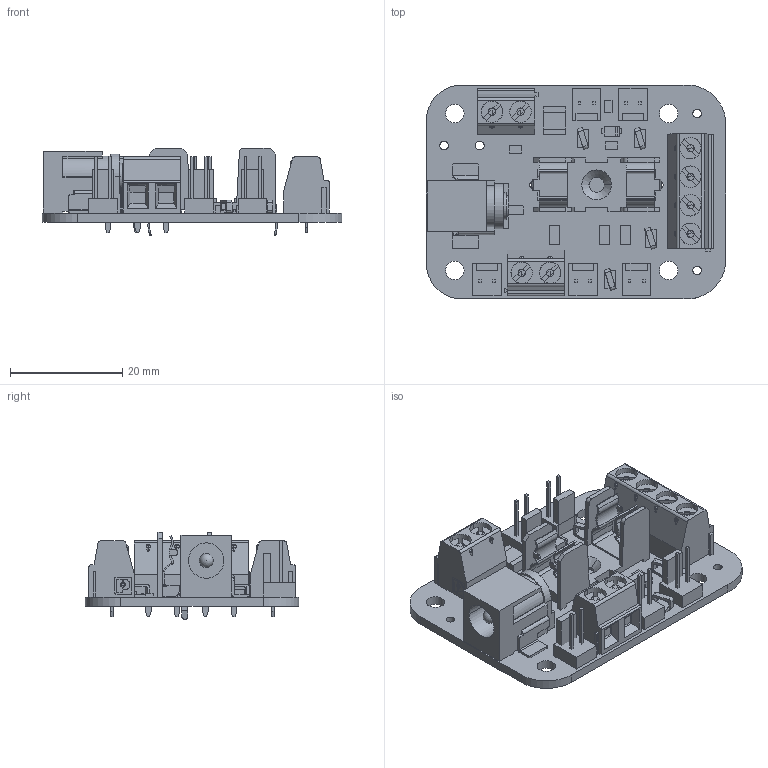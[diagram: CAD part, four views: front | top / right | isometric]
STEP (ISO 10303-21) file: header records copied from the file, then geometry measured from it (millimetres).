
FILE_DESCRIPTION(('Open CASCADE Model'),'2;1');
FILE_NAME('Open CASCADE Shape Model','2019-05-30T19:40:56',('Author'),( 'Open CASCADE'),'Open CASCADE STEP processor 6.8','Open CASCADE 6.8' ,'Unknown');
FILE_SCHEMA(('AUTOMOTIVE_DESIGN { 1 0 10303 214 1 1 1 1 }'));
Length unit declared in the file: millimetre
Products named in the file (51): PCB; Board; VIN_SW; 3dmodel; VREG; VOUT; R_LED; 675855904; Extruded; R_JMP_SW; 675855776; R_D_BYPASS; J13; 759587616; 759587488; 675864224; J12; 1729128; J10; J9; J7; J6; J4; CUI_PJ-036BH-SMT-TR; J3; 1729144; J1; GND; F2; 31-8201; F1; 671683216; 783571936; D1; 675856416; 675856288; 675856032; C3; 783571808; C2 ...
Assembly tree (76 placements, depth 4):
  PCB
    Board
    VIN_SW
      3dmodel
    VREG
      3dmodel
    VOUT
      3dmodel
    R_LED
      675855904
        Extruded
    R_JMP_SW
      675855776
        Extruded
    R_D_BYPASS
      675855776
        Extruded
    J13
      759587616  x2
        Extruded
      759587488
        Extruded
      675864224
        Extruded
    J12
      1729128
    J10
      759587616  x2
        Extruded
      759587488
        Extruded
      675864224
        Extruded
    J9
      759587616  x2
        Extruded
      759587488
        Extruded
      675864224
        Extruded
    J7
      1729128
    J6
      759587616  x2
        Extruded
      759587488
        Extruded
      675864224
        Extruded
    J4
      CUI_PJ-036BH-SMT-TR
    J3
      1729144
    J1
      759587616  x2
        Extruded
      759587488
        Extruded
      675864224
        Extruded
Bounding box: 53.34 x 38.11 x 15.5 mm (x, y, z)
Volume: 7459 mm3; surface area: 11276.2 mm2
Topology: 45 solids, 207 shells, 1216 faces, 3539 edges, 2627 vertices
Faces by surface type: plane 883, cylinder 278, sphere 33, cone 18, torus 4
Full cylindrical faces by diameter (mm): 1.27 x10, 1.3 x10, 1.549 x4, 2 x1, 3.3 x4
Entity records: 36532 total; most frequent: CARTESIAN_POINT 6816, DIRECTION 5164, ORIENTED_EDGE 4356, EDGE_CURVE 2658, VERTEX_POINT 2049, LINE 1928, VECTOR 1928, AXIS2_PLACEMENT_3D 1618
